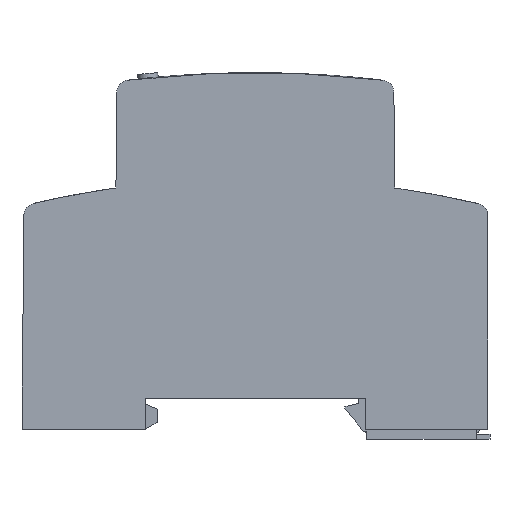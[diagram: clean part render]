
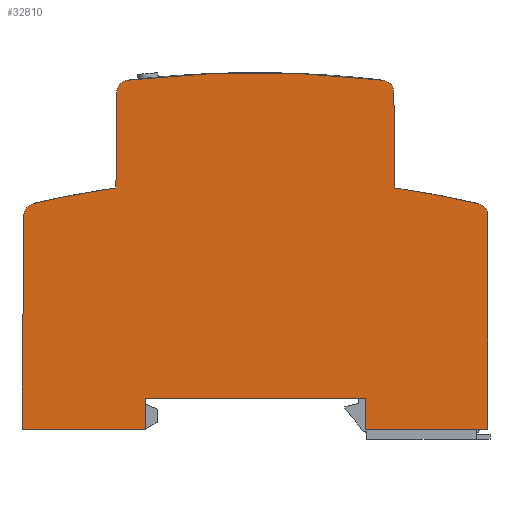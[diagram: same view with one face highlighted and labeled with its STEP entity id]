
A CAD part, left-side view. The second image highlights one B-rep face of the part: STEP entity #32810.
In plain terms, the highlighted face is planar.
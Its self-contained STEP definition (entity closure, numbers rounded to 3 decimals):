
#7400=CARTESIAN_POINT('',(106.975,16.056,-65.25));
#7410=VERTEX_POINT('',#7400);
#7440=CARTESIAN_POINT('',(45.021,16.056,-65.25));
#7450=DIRECTION('',(1.,0.,0.));
#7460=VECTOR('',#7450,1.);
#7470=LINE('',#7440,#7460);
#7480=CARTESIAN_POINT('',(87.091,16.056,-65.25));
#7490=VERTEX_POINT('',#7480);
#7500=EDGE_CURVE('',#7490,#7410,#7470,.T.);
#17870=CARTESIAN_POINT('',(91.822,55.264,-65.25));
#17880=DIRECTION('',(-0.009,1.,
0.));
#17890=VECTOR('',#17880,1.);
#17900=LINE('',#17870,#17890);
#17910=CARTESIAN_POINT('',(91.825,54.948,-65.25));
#17920=VERTEX_POINT('',#17910);
#17930=CARTESIAN_POINT('',(91.69,70.373,-65.25));
#17940=VERTEX_POINT('',#17930);
#17950=EDGE_CURVE('',#17920,#17940,#17900,.T.);
#22970=CARTESIAN_POINT('',(45.021,21.056,-65.25));
#22980=DIRECTION('',(1.,0.,0.));
#22990=VECTOR('',#22980,1.);
#23000=LINE('',#22970,#22990);
#23010=CARTESIAN_POINT('',(51.591,21.056,-65.25));
#23020=VERTEX_POINT('',#23010);
#23030=CARTESIAN_POINT('',(87.091,21.056,-65.25));
#23040=VERTEX_POINT('',#23030);
#23050=EDGE_CURVE('',#23020,#23040,#23000,.T.);
#25650=CARTESIAN_POINT('',(87.091,55.264,-65.25));
#25660=DIRECTION('',(0.,-1.,0.));
#25670=VECTOR('',#25660,1.);
#25680=LINE('',#25650,#25670);
#25690=EDGE_CURVE('',#23040,#7490,#25680,.T.);
#31710=CARTESIAN_POINT('',(69.341,23.506,-65.25));
#31720=DIRECTION('',(0.,0.,-1.));
#31730=DIRECTION('',(-1.,0.,0.));
#31740=AXIS2_PLACEMENT_3D('',#31710,#31720,#31730);
#31750=PLANE('',#31740);
#31760=CARTESIAN_POINT('',(69.341,-101.444,-65.25));
#31770=DIRECTION('',(0.,0.,-1.));
#31780=DIRECTION('',(-1.,0.,0.));
#31790=AXIS2_PLACEMENT_3D('',#31760,#31770,#31780);
#31800=CIRCLE('',#31790,158.);
#31810=CARTESIAN_POINT('',(33.386,52.411,
-65.25));
#31820=VERTEX_POINT('',#31810);
#31830=CARTESIAN_POINT('',(46.858,54.948,-65.25));
#31840=VERTEX_POINT('',#31830);
#31850=EDGE_CURVE('',#31820,#31840,#31800,.T.);
#31860=ORIENTED_EDGE('',*,*,#31850,.T.);
#31870=CARTESIAN_POINT('',(33.841,50.463,
-65.25));
#31880=DIRECTION('',(0.,0.,-1.));
#31890=DIRECTION('',(-1.,0.,0.));
#31900=AXIS2_PLACEMENT_3D('',#31870,#31880,#31890);
#31910=CIRCLE('',#31900,2.);
#31920=CARTESIAN_POINT('',(31.841,50.463,
-65.25));
#31930=VERTEX_POINT('',#31920);
#31940=EDGE_CURVE('',#31930,#31820,#31910,.T.);
#31950=ORIENTED_EDGE('',*,*,#31940,.T.);
#31960=CARTESIAN_POINT('',(31.841,55.264,
-65.25));
#31970=DIRECTION('',(0.,1.,0.));
#31980=VECTOR('',#31970,1.);
#31990=LINE('',#31960,#31980);
#32000=CARTESIAN_POINT('',(31.841,16.056,
-65.25));
#32010=VERTEX_POINT('',#32000);
#32020=EDGE_CURVE('',#32010,#31930,#31990,.T.);
#32030=ORIENTED_EDGE('',*,*,#32020,.T.);
#32040=CARTESIAN_POINT('',(45.021,16.056,-65.25));
#32050=DIRECTION('',(1.,0.,0.));
#32060=VECTOR('',#32050,1.);
#32070=LINE('',#32040,#32060);
#32080=CARTESIAN_POINT('',(51.591,16.056,-65.25));
#32090=VERTEX_POINT('',#32080);
#32100=EDGE_CURVE('',#32010,#32090,#32070,.T.);
#32110=ORIENTED_EDGE('',*,*,#32100,.F.);
#32120=CARTESIAN_POINT('',(51.591,55.264,-65.25));
#32130=DIRECTION('',(0.,-1.,0.));
#32140=VECTOR('',#32130,1.);
#32150=LINE('',#32120,#32140);
#32160=EDGE_CURVE('',#23020,#32090,#32150,.T.);
#32170=ORIENTED_EDGE('',*,*,#32160,.T.);
#32180=ORIENTED_EDGE('',*,*,#23050,.F.);
#32190=ORIENTED_EDGE('',*,*,#25690,.F.);
#32200=ORIENTED_EDGE('',*,*,#7500,.F.);
#32210=CARTESIAN_POINT('',(106.633,55.264,-65.25));
#32220=DIRECTION('',(0.009,-1.,
0.));
#32230=VECTOR('',#32220,1.);
#32240=LINE('',#32210,#32230);
#32250=CARTESIAN_POINT('',(106.674,50.52,-65.25));
#32260=VERTEX_POINT('',#32250);
#32270=EDGE_CURVE('',#32260,#7410,#32240,.T.);
#32280=ORIENTED_EDGE('',*,*,#32270,.T.);
#32290=CARTESIAN_POINT('',(104.674,50.502,-65.25));
#32300=DIRECTION('',(0.,0.,-1.));
#32310=DIRECTION('',(-1.,0.,0.));
#32320=AXIS2_PLACEMENT_3D('',#32290,#32300,#32310);
#32330=CIRCLE('',#32320,2.);
#32340=CARTESIAN_POINT('',(105.127,52.45,-65.25));
#32350=VERTEX_POINT('',#32340);
#32360=EDGE_CURVE('',#32350,#32260,#32330,.T.);
#32370=ORIENTED_EDGE('',*,*,#32360,.T.);
#32380=CARTESIAN_POINT('',(69.341,-101.444,-65.25));
#32390=DIRECTION('',(0.,0.,-1.));
#32400=DIRECTION('',(-1.,0.,0.));
#32410=AXIS2_PLACEMENT_3D('',#32380,#32390,#32400);
#32420=CIRCLE('',#32410,158.);
#32430=EDGE_CURVE('',#17920,#32350,#32420,.T.);
#32440=ORIENTED_EDGE('',*,*,#32430,.T.);
#32450=ORIENTED_EDGE('',*,*,#17950,.F.);
#32460=CARTESIAN_POINT('',(89.69,70.355,-65.25));
#32470=DIRECTION('',(0.,0.,1.));
#32480=DIRECTION('',(1.,0.,0.));
#32490=AXIS2_PLACEMENT_3D('',#32460,#32470,#32480);
#32500=CIRCLE('',#32490,2.);
#32510=CARTESIAN_POINT('',(89.926,72.341,-65.25));
#32520=VERTEX_POINT('',#32510);
#32530=EDGE_CURVE('',#17940,#32520,#32500,.T.);
#32540=ORIENTED_EDGE('',*,*,#32530,.F.);
#32550=CARTESIAN_POINT('',(69.341,-101.444,-65.25));
#32560=DIRECTION('',(0.,0.,-1.));
#32570=DIRECTION('',(-1.,0.,0.));
#32580=AXIS2_PLACEMENT_3D('',#32550,#32560,#32570);
#32590=CIRCLE('',#32580,175.);
#32600=CARTESIAN_POINT('',(48.757,72.341,-65.25));
#32610=VERTEX_POINT('',#32600);
#32620=EDGE_CURVE('',#32610,#32520,#32590,.T.);
#32630=ORIENTED_EDGE('',*,*,#32620,.T.);
#32640=CARTESIAN_POINT('',(48.992,70.355,-65.25));
#32650=DIRECTION('',(0.,0.,1.));
#32660=DIRECTION('',(1.,0.,0.));
#32670=AXIS2_PLACEMENT_3D('',#32640,#32650,#32660);
#32680=CIRCLE('',#32670,2.);
#32690=CARTESIAN_POINT('',(46.992,70.373,-65.25));
#32700=VERTEX_POINT('',#32690);
#32710=EDGE_CURVE('',#32610,#32700,#32680,.T.);
#32720=ORIENTED_EDGE('',*,*,#32710,.F.);
#32730=CARTESIAN_POINT('',(46.861,55.264,-65.25));
#32740=DIRECTION('',(-0.009,-1.,
0.));
#32750=VECTOR('',#32740,1.);
#32760=LINE('',#32730,#32750);
#32770=EDGE_CURVE('',#32700,#31840,#32760,.T.);
#32780=ORIENTED_EDGE('',*,*,#32770,.F.);
#32790=EDGE_LOOP('',(#32780,#32720,#32630,#32540,#32450,#32440,#32370,
#32280,#32200,#32190,#32180,#32170,#32110,#32030,#31950,#31860));
#32800=FACE_OUTER_BOUND('',#32790,.T.);
#32810=ADVANCED_FACE('',(#32800),#31750,.T.);
